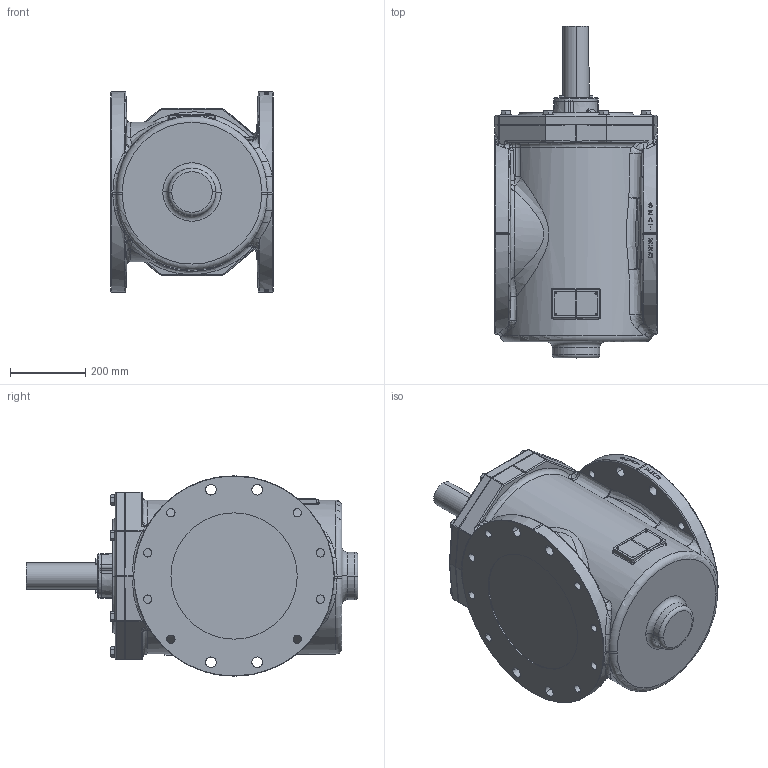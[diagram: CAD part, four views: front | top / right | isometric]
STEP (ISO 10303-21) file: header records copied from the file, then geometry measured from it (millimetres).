
FILE_DESCRIPTION((''),'2;1');
FILE_NAME('5614F_SW0001','2023-09-28T11:37:18',('tbuffington'),(''),'CREO PARAMETRIC BY PTC INC, 2023072','CREO PARAMETRIC BY PTC INC, 2023072','');
FILE_SCHEMA(('AUTOMOTIVE_DESIGN { 1 0 10303 214 1 1 1 1 }'));
Products named in the file (1): 5614F_SW0001
Bounding box: 431.8 x 884.64 x 533.38 mm (x, y, z)
Volume: 98020644.1 mm3; surface area: 1679008.6 mm2
Topology: 1 solids, 1 shells, 1167 faces, 2930 edges, 1811 vertices
Faces by surface type: plane 621, cylinder 211, bspline 144, cone 97, torus 64, sphere 28, extrusion 2
Entity records: 56800 total; most frequent: CARTESIAN_POINT 28752, ORIENTED_EDGE 5812, DIRECTION 5022, EDGE_CURVE 2906, AXIS2_PLACEMENT_3D 1950, VERTEX_POINT 1811, COLOUR_RGB 1331, EDGE_LOOP 1275
